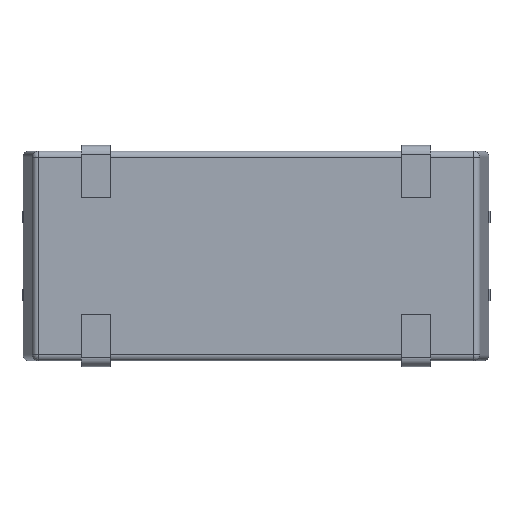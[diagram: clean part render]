
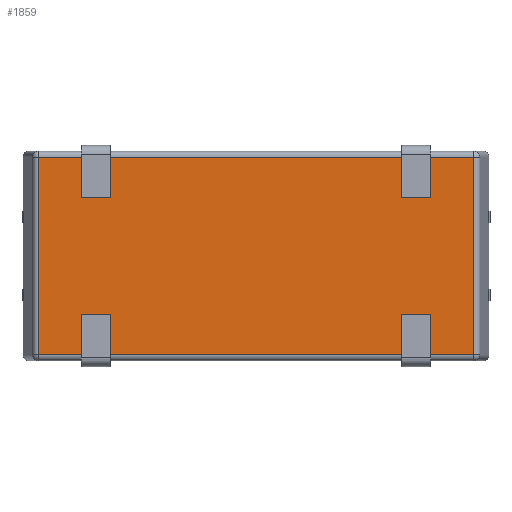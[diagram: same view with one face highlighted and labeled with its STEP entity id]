
A CAD part, front view. The second image highlights one B-rep face of the part: STEP entity #1859.
In plain terms, the highlighted planar face has unit normal (0, -1, 0).
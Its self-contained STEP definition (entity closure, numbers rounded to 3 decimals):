
#8 = CARTESIAN_POINT ( 'NONE',  ( -3.744, 0., -1.8 ) ) ;
#219 = VECTOR ( 'NONE', #3954, 1000. ) ;
#304 = EDGE_CURVE ( 'NONE', #2754, #2547, #4646, .T. ) ;
#337 = CARTESIAN_POINT ( 'NONE',  ( 3.744, 0., 1.7 ) ) ;
#413 = PLANE ( 'NONE',  #2899 ) ;
#768 = CARTESIAN_POINT ( 'NONE',  ( 0., 0., 0. ) ) ;
#782 = VERTEX_POINT ( 'NONE', #1863 ) ;
#916 = FACE_OUTER_BOUND ( 'NONE', #1955, .T. ) ;
#1073 = LINE ( 'NONE', #8, #219 ) ;
#1132 = DIRECTION ( 'NONE',  ( 0., 1., 0. ) ) ;
#1326 = VECTOR ( 'NONE', #2246, 1000. ) ;
#1356 = DIRECTION ( 'NONE',  ( 0., 0., 1. ) ) ;
#1378 = LINE ( 'NONE', #2397, #1663 ) ;
#1663 = VECTOR ( 'NONE', #1356, 1000. ) ;
#1684 = VERTEX_POINT ( 'NONE', #2467 ) ;
#1810 = EDGE_CURVE ( 'NONE', #782, #1684, #2224, .T. ) ;
#1859 = ADVANCED_FACE ( 'NONE', ( #916 ), #413, .F. ) ;
#1863 = CARTESIAN_POINT ( 'NONE',  ( -3.744, 0., -1.7 ) ) ;
#1955 = EDGE_LOOP ( 'NONE', ( #3245, #3946, #3474, #2406 ) ) ;
#2112 = VECTOR ( 'NONE', #3694, 1000. ) ;
#2224 = LINE ( 'NONE', #4039, #2112 ) ;
#2246 = DIRECTION ( 'NONE',  ( -1., 0., 0. ) ) ;
#2397 = CARTESIAN_POINT ( 'NONE',  ( 3.744, 0., 0. ) ) ;
#2406 = ORIENTED_EDGE ( 'NONE', *, *, #3174, .T. ) ;
#2423 = CARTESIAN_POINT ( 'NONE',  ( -3.744, 0., 1.7 ) ) ;
#2467 = CARTESIAN_POINT ( 'NONE',  ( 3.744, 0., -1.7 ) ) ;
#2547 = VERTEX_POINT ( 'NONE', #2423 ) ;
#2733 = EDGE_CURVE ( 'NONE', #2547, #782, #1073, .T. ) ;
#2754 = VERTEX_POINT ( 'NONE', #337 ) ;
#2899 = AXIS2_PLACEMENT_3D ( 'NONE', #768, #1132, #3679 ) ;
#3174 = EDGE_CURVE ( 'NONE', #1684, #2754, #1378, .T. ) ;
#3245 = ORIENTED_EDGE ( 'NONE', *, *, #304, .T. ) ;
#3474 = ORIENTED_EDGE ( 'NONE', *, *, #1810, .T. ) ;
#3679 = DIRECTION ( 'NONE',  ( 0., 0., 1. ) ) ;
#3694 = DIRECTION ( 'NONE',  ( 1., 0., 0. ) ) ;
#3946 = ORIENTED_EDGE ( 'NONE', *, *, #2733, .T. ) ;
#3954 = DIRECTION ( 'NONE',  ( 0., 0., -1. ) ) ;
#4038 = CARTESIAN_POINT ( 'NONE',  ( 0., 0., 1.7 ) ) ;
#4039 = CARTESIAN_POINT ( 'NONE',  ( 0., 0., -1.7 ) ) ;
#4646 = LINE ( 'NONE', #4038, #1326 ) ;
